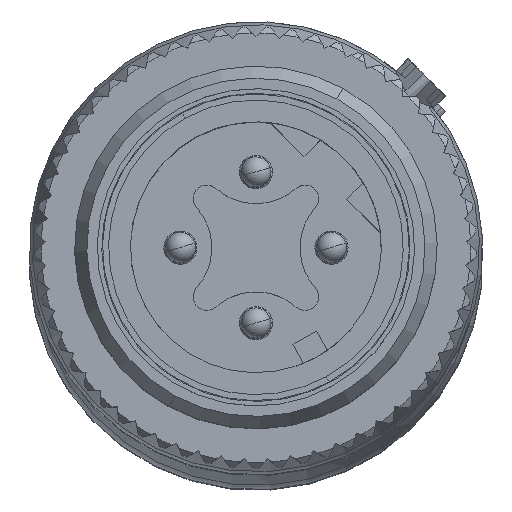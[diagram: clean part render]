
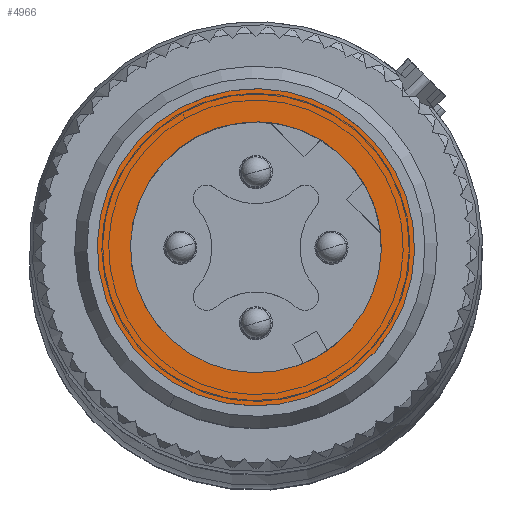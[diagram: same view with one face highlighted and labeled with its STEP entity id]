
A CAD part, top view. The second image highlights one B-rep face of the part: STEP entity #4966.
In plain terms, the highlighted planar face has unit normal (0, 0, 1).
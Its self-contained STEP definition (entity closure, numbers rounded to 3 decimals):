
#4882=AXIS2_PLACEMENT_3D('Circle Axis2P3D',#4880,#4881,$) ;
#4901=AXIS2_PLACEMENT_3D('Circle Axis2P3D',#4899,#4900,$) ;
#4942=AXIS2_PLACEMENT_3D('Plane Axis2P3D',#4939,#4940,#4941) ;
#4950=AXIS2_PLACEMENT_3D('Circle Axis2P3D',#4948,#4949,$) ;
#4959=AXIS2_PLACEMENT_3D('Circle Axis2P3D',#4957,#4958,$) ;
#4877=CARTESIAN_POINT('Vertex',(10.017,2.893,334.)) ;
#4880=CARTESIAN_POINT('Axis2P3D Location',(7.5,7.5,334.)) ;
#4884=CARTESIAN_POINT('Vertex',(4.983,12.107,334.)) ;
#4899=CARTESIAN_POINT('Axis2P3D Location',(7.5,7.5,334.)) ;
#4939=CARTESIAN_POINT('Axis2P3D Location',(7.5,3.35,334.)) ;
#4948=CARTESIAN_POINT('Axis2P3D Location',(7.5,7.5,334.)) ;
#4952=CARTESIAN_POINT('Vertex',(9.49,3.858,334.)) ;
#4954=CARTESIAN_POINT('Vertex',(5.51,11.142,334.)) ;
#4957=CARTESIAN_POINT('Axis2P3D Location',(7.5,7.5,334.)) ;
#4881=DIRECTION('Axis2P3D Direction',(0.,0.,1.)) ;
#4900=DIRECTION('Axis2P3D Direction',(0.,0.,1.)) ;
#4940=DIRECTION('Axis2P3D Direction',(0.,0.,1.)) ;
#4941=DIRECTION('Axis2P3D XDirection',(1.,0.,0.)) ;
#4949=DIRECTION('Axis2P3D Direction',(0.,0.,1.)) ;
#4958=DIRECTION('Axis2P3D Direction',(0.,0.,1.)) ;
#4945=ORIENTED_EDGE('',*,*,#4886,.T.) ;
#4946=ORIENTED_EDGE('',*,*,#4903,.T.) ;
#4963=ORIENTED_EDGE('',*,*,#4956,.F.) ;
#4964=ORIENTED_EDGE('',*,*,#4961,.F.) ;
#4965=FACE_BOUND('',#4962,.T.) ;
#4966=ADVANCED_FACE('48400_IE-C5XXXMCSXXX-E.1\\42264_SAIL_KOTR_SI_SF_M12_4POL.1\\SAIL_KOTRD_SI_SF_M12_4POL',(#4947,#4965),#4943,.T.) ;
#4883=CIRCLE('generated circle',#4882,5.25) ;
#4902=CIRCLE('generated circle',#4901,5.25) ;
#4951=CIRCLE('generated circle',#4950,4.15) ;
#4960=CIRCLE('generated circle',#4959,4.15) ;
#4886=EDGE_CURVE('',#4885,#4878,#4883,.T.) ;
#4903=EDGE_CURVE('',#4878,#4885,#4902,.T.) ;
#4956=EDGE_CURVE('',#4953,#4955,#4951,.T.) ;
#4961=EDGE_CURVE('',#4955,#4953,#4960,.T.) ;
#4944=EDGE_LOOP('',(#4945,#4946)) ;
#4962=EDGE_LOOP('',(#4963,#4964)) ;
#4947=FACE_OUTER_BOUND('',#4944,.T.) ;
#4943=PLANE('',#4942) ;
#4878=VERTEX_POINT('',#4877) ;
#4885=VERTEX_POINT('',#4884) ;
#4953=VERTEX_POINT('',#4952) ;
#4955=VERTEX_POINT('',#4954) ;
